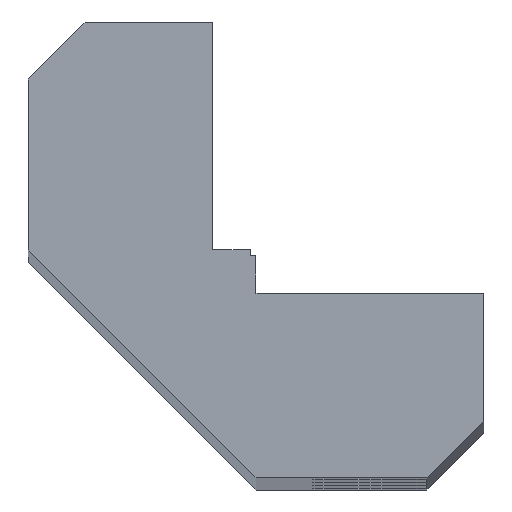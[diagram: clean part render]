
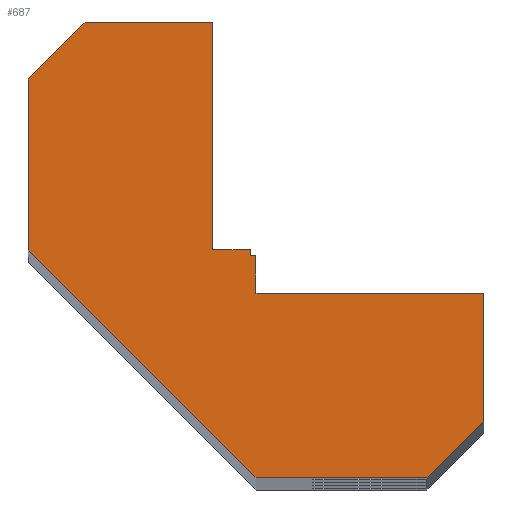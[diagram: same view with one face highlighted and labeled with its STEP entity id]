
A CAD part, top view. The second image highlights one B-rep face of the part: STEP entity #687.
In plain terms, the highlighted planar face has unit normal (0, 0, 1).
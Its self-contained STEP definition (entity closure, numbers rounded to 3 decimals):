
#101=FACE_OUTER_BOUND('',#148,.T.);
#148=EDGE_LOOP('',(#557,#558,#559,#560,#561,#562,#563,#564,#565,#566,#567,
#568,#569));
#176=LINE('',#993,#239);
#188=LINE('',#1054,#251);
#193=LINE('',#1061,#256);
#206=LINE('',#1086,#269);
#209=LINE('',#1091,#272);
#210=LINE('',#1095,#273);
#213=LINE('',#1099,#276);
#214=LINE('',#1102,#277);
#216=LINE('',#1105,#279);
#217=LINE('',#1108,#280);
#218=LINE('',#1110,#281);
#219=LINE('',#1112,#282);
#220=LINE('',#1113,#283);
#239=VECTOR('',#784,10.);
#251=VECTOR('',#854,10.);
#256=VECTOR('',#861,10.);
#269=VECTOR('',#878,10.);
#272=VECTOR('',#883,10.);
#273=VECTOR('',#886,10.);
#276=VECTOR('',#891,10.);
#277=VECTOR('',#894,10.);
#279=VECTOR('',#898,10.);
#280=VECTOR('',#901,10.);
#281=VECTOR('',#902,10.);
#282=VECTOR('',#903,10.);
#283=VECTOR('',#904,10.);
#299=VERTEX_POINT('',#986);
#302=VERTEX_POINT('',#991);
#321=VERTEX_POINT('',#1051);
#322=VERTEX_POINT('',#1053);
#323=VERTEX_POINT('',#1060);
#333=VERTEX_POINT('',#1085);
#334=VERTEX_POINT('',#1089);
#335=VERTEX_POINT('',#1093);
#336=VERTEX_POINT('',#1094);
#337=VERTEX_POINT('',#1101);
#338=VERTEX_POINT('',#1107);
#339=VERTEX_POINT('',#1109);
#340=VERTEX_POINT('',#1111);
#360=EDGE_CURVE('',#302,#299,#176,.T.);
#388=EDGE_CURVE('',#322,#321,#188,.T.);
#393=EDGE_CURVE('',#322,#323,#193,.T.);
#406=EDGE_CURVE('',#333,#321,#206,.T.);
#409=EDGE_CURVE('',#323,#334,#209,.T.);
#410=EDGE_CURVE('',#335,#336,#210,.T.);
#413=EDGE_CURVE('',#336,#334,#213,.T.);
#414=EDGE_CURVE('',#337,#299,#214,.T.);
#416=EDGE_CURVE('',#335,#302,#216,.T.);
#417=EDGE_CURVE('',#338,#333,#217,.T.);
#418=EDGE_CURVE('',#339,#338,#218,.T.);
#419=EDGE_CURVE('',#339,#340,#219,.T.);
#420=EDGE_CURVE('',#340,#337,#220,.T.);
#557=ORIENTED_EDGE('',*,*,#414,.T.);
#558=ORIENTED_EDGE('',*,*,#360,.F.);
#559=ORIENTED_EDGE('',*,*,#416,.F.);
#560=ORIENTED_EDGE('',*,*,#410,.T.);
#561=ORIENTED_EDGE('',*,*,#413,.T.);
#562=ORIENTED_EDGE('',*,*,#409,.F.);
#563=ORIENTED_EDGE('',*,*,#393,.F.);
#564=ORIENTED_EDGE('',*,*,#388,.T.);
#565=ORIENTED_EDGE('',*,*,#406,.F.);
#566=ORIENTED_EDGE('',*,*,#417,.F.);
#567=ORIENTED_EDGE('',*,*,#418,.F.);
#568=ORIENTED_EDGE('',*,*,#419,.T.);
#569=ORIENTED_EDGE('',*,*,#420,.T.);
#656=PLANE('',#744);
#687=ADVANCED_FACE('',(#101),#656,.T.);
#744=AXIS2_PLACEMENT_3D('',#1106,#899,#900);
#784=DIRECTION('',(1.,0.,0.));
#854=DIRECTION('',(0.,-1.,0.));
#861=DIRECTION('',(0.707,0.707,0.));
#878=DIRECTION('',(-0.707,0.707,0.));
#883=DIRECTION('',(1.,0.,0.));
#886=DIRECTION('',(-1.,0.,0.));
#891=DIRECTION('',(0.,1.,0.));
#894=DIRECTION('',(0.,1.,0.));
#898=DIRECTION('',(0.,-1.,0.));
#899=DIRECTION('center_axis',(0.,0.,1.));
#900=DIRECTION('ref_axis',(1.,0.,0.));
#901=DIRECTION('',(-1.,0.,0.));
#902=DIRECTION('',(-0.707,-0.707,0.));
#903=DIRECTION('',(0.,1.,0.));
#904=DIRECTION('',(-1.,0.,0.));
#986=CARTESIAN_POINT('',(0.,-0.5,753.5));
#991=CARTESIAN_POINT('',(-0.5,-0.5,753.5));
#993=CARTESIAN_POINT('',(-5.,-0.5,753.5));
#1051=CARTESIAN_POINT('',(-20.,0.,753.5));
#1053=CARTESIAN_POINT('',(-20.,15.,753.5));
#1054=CARTESIAN_POINT('',(-20.,20.,753.5));
#1060=CARTESIAN_POINT('',(-15.,20.,753.5));
#1061=CARTESIAN_POINT('',(38.775,73.775,753.5));
#1085=CARTESIAN_POINT('',(0.,-20.,753.5));
#1086=CARTESIAN_POINT('',(-11.275,-8.725,753.5));
#1089=CARTESIAN_POINT('',(-3.8,20.,753.5));
#1091=CARTESIAN_POINT('',(-5.,20.,753.5));
#1093=CARTESIAN_POINT('',(-0.5,0.,753.5));
#1094=CARTESIAN_POINT('',(-3.8,0.,753.5));
#1095=CARTESIAN_POINT('',(53.1,0.,753.5));
#1099=CARTESIAN_POINT('',(-3.8,297.55,753.5));
#1101=CARTESIAN_POINT('',(0.,-3.8,753.5));
#1102=CARTESIAN_POINT('',(0.,57.3,753.5));
#1105=CARTESIAN_POINT('',(-0.5,20.,753.5));
#1106=CARTESIAN_POINT('Origin',(110.,115.1,753.5));
#1107=CARTESIAN_POINT('',(15.,-20.,753.5));
#1108=CARTESIAN_POINT('',(35.,-20.,753.5));
#1109=CARTESIAN_POINT('',(20.,-15.,753.5));
#1110=CARTESIAN_POINT('',(73.775,38.775,753.5));
#1111=CARTESIAN_POINT('',(20.,-3.8,753.5));
#1112=CARTESIAN_POINT('',(20.,-20.,753.5));
#1113=CARTESIAN_POINT('',(-50.,-3.8,753.5));
